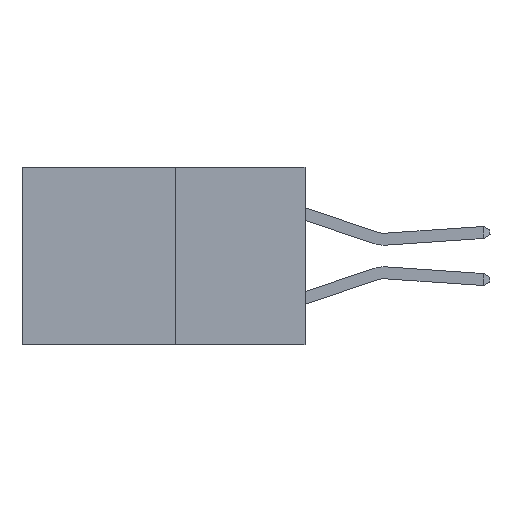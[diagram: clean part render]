
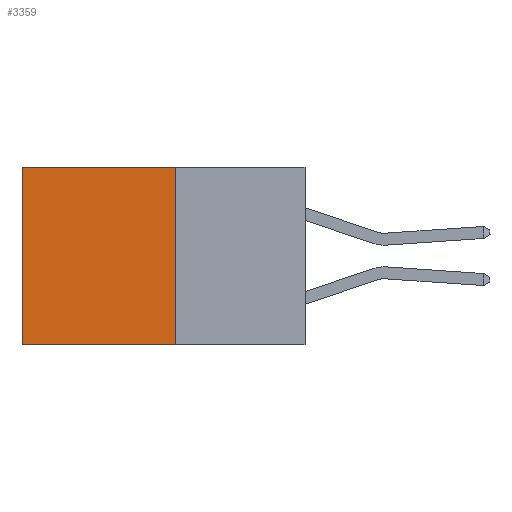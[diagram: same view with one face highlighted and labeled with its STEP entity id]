
A CAD part, left-side view. The second image highlights one B-rep face of the part: STEP entity #3359.
In plain terms, the highlighted planar face has unit normal (-1, 0, 0).
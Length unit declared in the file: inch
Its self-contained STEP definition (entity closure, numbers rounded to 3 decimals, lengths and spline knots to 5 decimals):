
#271 = ORIENTED_EDGE ( 'NONE', *, *, #18503, .F. ) ;
#435 = CARTESIAN_POINT ( 'NONE',  ( 0.277, 0.27, -0.37 ) ) ;
#1239 = VECTOR ( 'NONE', #16509, 39.37008 ) ;
#2532 = LINE ( 'NONE', #8109, #6166 ) ;
#3359 = ADVANCED_FACE ( 'NONE', ( #5846 ), #18133, .F. ) ;
#3512 = DIRECTION ( 'NONE',  ( 0., 0., -1. ) ) ;
#4390 = EDGE_CURVE ( 'NONE', #13597, #18933, #12321, .T. ) ;
#5846 = FACE_OUTER_BOUND ( 'NONE', #8476, .T. ) ;
#6166 = VECTOR ( 'NONE', #19859, 39.37008 ) ;
#6795 = EDGE_CURVE ( 'NONE', #15290, #13597, #2532, .T. ) ;
#7839 = CARTESIAN_POINT ( 'NONE',  ( 0.277, 0.59, -0.37 ) ) ;
#8109 = CARTESIAN_POINT ( 'NONE',  ( 0.277, 0.27, 0. ) ) ;
#8476 = EDGE_LOOP ( 'NONE', ( #14776, #271, #18636, #16448 ) ) ;
#8651 = VECTOR ( 'NONE', #3512, 39.37008 ) ;
#10488 = AXIS2_PLACEMENT_3D ( 'NONE', #435, #10775, #19334 ) ;
#10775 = DIRECTION ( 'NONE',  ( 1., 0., 0. ) ) ;
#11193 = CARTESIAN_POINT ( 'NONE',  ( 0.277, 0.59, -0.37 ) ) ;
#12118 = LINE ( 'NONE', #14996, #1239 ) ;
#12321 = LINE ( 'NONE', #7839, #8651 ) ;
#12950 = EDGE_CURVE ( 'NONE', #15290, #16730, #19935, .T. ) ;
#13375 = DIRECTION ( 'NONE',  ( 0., 0., -1. ) ) ;
#13561 = CARTESIAN_POINT ( 'NONE',  ( 0.277, 0.27, -0.37 ) ) ;
#13597 = VERTEX_POINT ( 'NONE', #14867 ) ;
#14776 = ORIENTED_EDGE ( 'NONE', *, *, #4390, .T. ) ;
#14867 = CARTESIAN_POINT ( 'NONE',  ( 0.277, 0.59, 0. ) ) ;
#14996 = CARTESIAN_POINT ( 'NONE',  ( 0.277, 0.27, -0.37 ) ) ;
#15290 = VERTEX_POINT ( 'NONE', #16227 ) ;
#16227 = CARTESIAN_POINT ( 'NONE',  ( 0.277, 0.27, 0. ) ) ;
#16321 = VECTOR ( 'NONE', #13375, 39.37008 ) ;
#16448 = ORIENTED_EDGE ( 'NONE', *, *, #6795, .T. ) ;
#16509 = DIRECTION ( 'NONE',  ( 0., 1., 0. ) ) ;
#16730 = VERTEX_POINT ( 'NONE', #18570 ) ;
#18133 = PLANE ( 'NONE',  #10488 ) ;
#18503 = EDGE_CURVE ( 'NONE', #16730, #18933, #12118, .T. ) ;
#18570 = CARTESIAN_POINT ( 'NONE',  ( 0.277, 0.27, -0.37 ) ) ;
#18636 = ORIENTED_EDGE ( 'NONE', *, *, #12950, .F. ) ;
#18933 = VERTEX_POINT ( 'NONE', #11193 ) ;
#19334 = DIRECTION ( 'NONE',  ( 0., 0., -1. ) ) ;
#19859 = DIRECTION ( 'NONE',  ( 0., 1., 0. ) ) ;
#19935 = LINE ( 'NONE', #13561, #16321 ) ;
